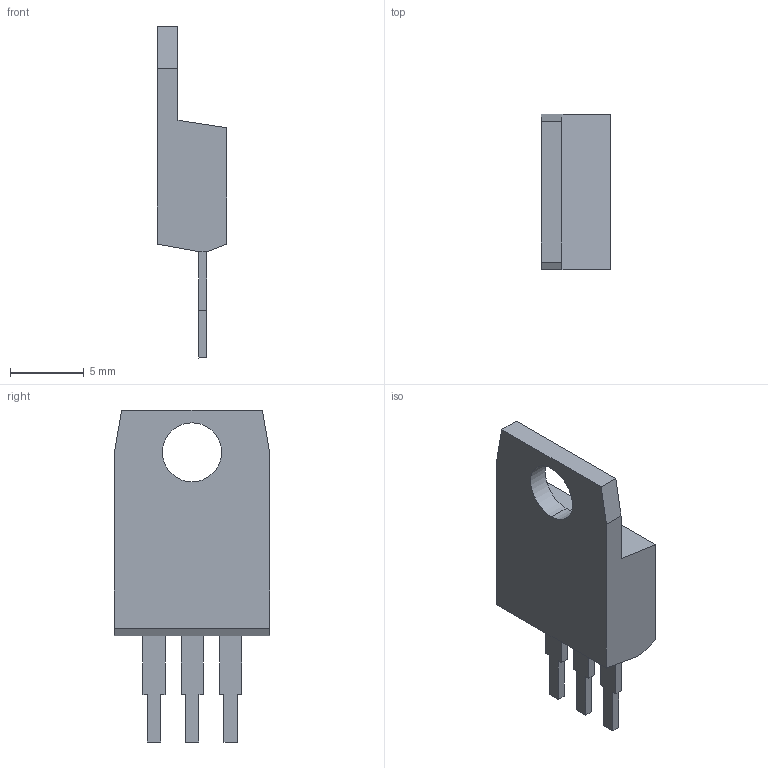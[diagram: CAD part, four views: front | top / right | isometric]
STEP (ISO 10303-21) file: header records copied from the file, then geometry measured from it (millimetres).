
FILE_DESCRIPTION (( 'STEP AP203' ), '1' );
FILE_NAME ('TO-220AB_v3.stp', '2010-12-05T14:03:52', ( 'user' ), ( '' ), 'SwSTEP 2.0', 'SolidWorks 2010', '' );
FILE_SCHEMA (( 'CONFIG_CONTROL_DESIGN' ));
Length unit declared in the file: millimetre
Products named in the file (1): TO-220AB_v3
Bounding box: 4.7 x 10.54 x 22.52 mm (x, y, z)
Volume: 511.2 mm3; surface area: 571.5 mm2
Topology: 1 solids, 1 shells, 41 faces, 111 edges, 72 vertices
Faces by surface type: plane 39, cylinder 2
Entity records: 1342 total; most frequent: CARTESIAN_POINT 225, ORIENTED_EDGE 222, DIRECTION 199, EDGE_CURVE 111, VECTOR 107, LINE 107, VERTEX_POINT 72, AXIS2_PLACEMENT_3D 46
